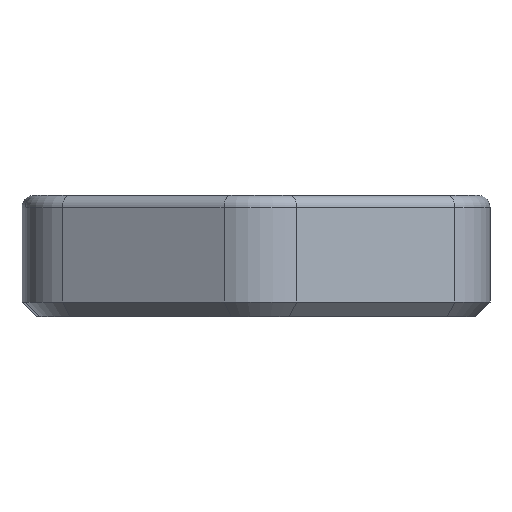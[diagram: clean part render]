
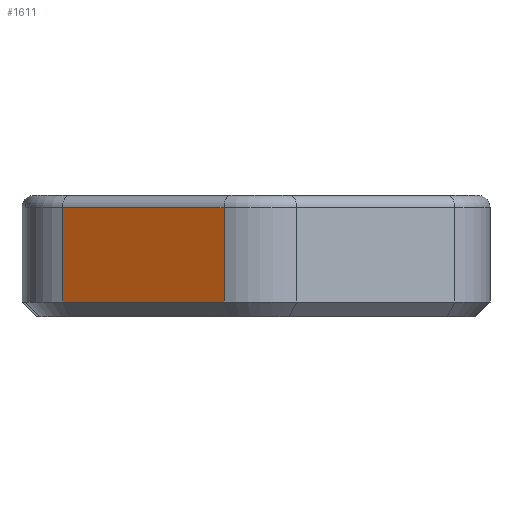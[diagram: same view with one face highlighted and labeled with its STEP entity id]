
A CAD part, front view. The second image highlights one B-rep face of the part: STEP entity #1611.
In plain terms, the highlighted planar face has unit normal (-0.485, -0.875, 0).
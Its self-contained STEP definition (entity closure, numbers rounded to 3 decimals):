
#215=FACE_OUTER_BOUND('',#314,.T.);
#314=EDGE_LOOP('',(#1419,#1420,#1421,#1422));
#433=LINE('',#2572,#595);
#462=LINE('',#2654,#624);
#467=LINE('',#2679,#629);
#476=LINE('',#2725,#638);
#595=VECTOR('',#2076,10.);
#624=VECTOR('',#2161,10.);
#629=VECTOR('',#2186,10.);
#638=VECTOR('',#2255,10.);
#735=VERTEX_POINT('',#2560);
#739=VERTEX_POINT('',#2570);
#764=VERTEX_POINT('',#2653);
#774=VERTEX_POINT('',#2678);
#926=EDGE_CURVE('',#739,#735,#433,.T.);
#967=EDGE_CURVE('',#735,#764,#462,.T.);
#978=EDGE_CURVE('',#764,#774,#467,.T.);
#1003=EDGE_CURVE('',#774,#739,#476,.T.);
#1419=ORIENTED_EDGE('',*,*,#926,.F.);
#1420=ORIENTED_EDGE('',*,*,#1003,.F.);
#1421=ORIENTED_EDGE('',*,*,#978,.F.);
#1422=ORIENTED_EDGE('',*,*,#967,.F.);
#1519=PLANE('',#1789);
#1611=ADVANCED_FACE('',(#215),#1519,.T.);
#1789=AXIS2_PLACEMENT_3D('',#2726,#2256,#2257);
#2076=DIRECTION('',(-0.875,0.485,0.));
#2161=DIRECTION('',(0.,0.,1.));
#2186=DIRECTION('',(0.875,-0.485,0.));
#2255=DIRECTION('',(0.,0.,-1.));
#2256=DIRECTION('center_axis',(-0.485,-0.875,0.));
#2257=DIRECTION('ref_axis',(-0.875,0.485,0.));
#2560=CARTESIAN_POINT('',(94.697,-0.122,0.6));
#2570=CARTESIAN_POINT('',(101.362,-3.817,0.6));
#2572=CARTESIAN_POINT('',(100.555,-3.369,0.6));
#2653=CARTESIAN_POINT('',(94.697,-0.122,4.5));
#2654=CARTESIAN_POINT('',(94.697,-0.122,2.));
#2678=CARTESIAN_POINT('',(101.362,-3.817,4.5));
#2679=CARTESIAN_POINT('',(100.555,-3.369,4.5));
#2725=CARTESIAN_POINT('',(101.362,-3.817,2.));
#2726=CARTESIAN_POINT('Origin',(103.079,-4.768,2.));
